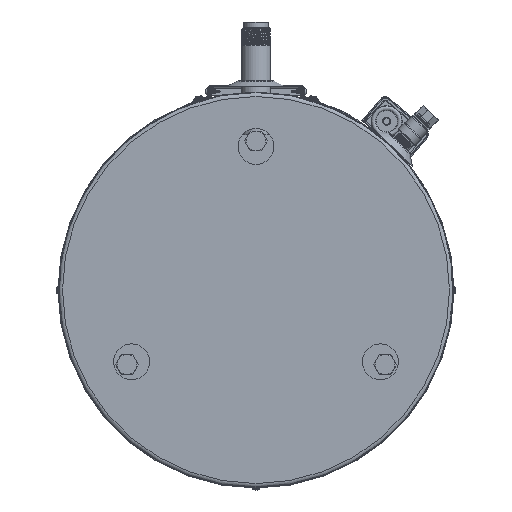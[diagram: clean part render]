
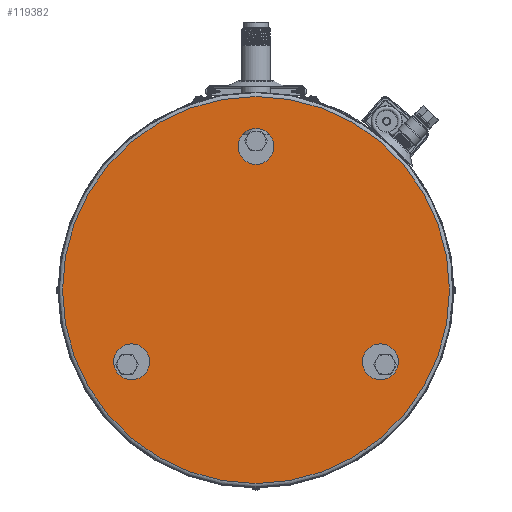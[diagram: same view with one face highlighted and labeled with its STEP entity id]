
A CAD part, front view. The second image highlights one B-rep face of the part: STEP entity #119382.
In plain terms, the highlighted planar face has unit normal (0, -1, 0).
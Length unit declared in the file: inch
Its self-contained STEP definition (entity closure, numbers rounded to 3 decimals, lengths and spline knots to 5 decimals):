
#8062 = CARTESIAN_POINT ( 'NONE',  ( -6.9282, 0., -3. ) ) ;
#9517 = ORIENTED_EDGE ( 'NONE', *, *, #107778, .T. ) ;
#14185 = FACE_BOUND ( 'NONE', #90325, .T. ) ;
#17159 = CARTESIAN_POINT ( 'NONE',  ( 6.9282, 0., -4. ) ) ;
#18643 = DIRECTION ( 'NONE',  ( 0., 1., 0. ) ) ;
#22921 = AXIS2_PLACEMENT_3D ( 'NONE', #76668, #127392, #48795 ) ;
#24361 = CARTESIAN_POINT ( 'NONE',  ( 0., 0., 9. ) ) ;
#27923 = EDGE_CURVE ( 'NONE', #124422, #124422, #82430, .T. ) ;
#29589 = ORIENTED_EDGE ( 'NONE', *, *, #41874, .T. ) ;
#30500 = CARTESIAN_POINT ( 'NONE',  ( 6.9282, 0., -3. ) ) ;
#33486 = CIRCLE ( 'NONE', #22921, 1. ) ;
#35234 = AXIS2_PLACEMENT_3D ( 'NONE', #17159, #87126, #57998 ) ;
#35251 = PLANE ( 'NONE',  #98568 ) ;
#41874 = EDGE_CURVE ( 'NONE', #69913, #69913, #48937, .T. ) ;
#48795 = DIRECTION ( 'NONE',  ( 0., 0., 1. ) ) ;
#48937 = CIRCLE ( 'NONE', #57397, 10.78 ) ;
#49390 = CARTESIAN_POINT ( 'NONE',  ( 0., 0., -10.78 ) ) ;
#57397 = AXIS2_PLACEMENT_3D ( 'NONE', #68208, #99869, #127617 ) ;
#57998 = DIRECTION ( 'NONE',  ( 0., 0., 1. ) ) ;
#61931 = EDGE_LOOP ( 'NONE', ( #64307 ) ) ;
#64307 = ORIENTED_EDGE ( 'NONE', *, *, #119693, .T. ) ;
#67419 = DIRECTION ( 'NONE',  ( 0., 0., 1. ) ) ;
#68208 = CARTESIAN_POINT ( 'NONE',  ( 0., 0., 0. ) ) ;
#68793 = ORIENTED_EDGE ( 'NONE', *, *, #27923, .T. ) ;
#69913 = VERTEX_POINT ( 'NONE', #49390 ) ;
#72762 = VERTEX_POINT ( 'NONE', #30500 ) ;
#75559 = CARTESIAN_POINT ( 'NONE',  ( 0., 0., 0. ) ) ;
#76668 = CARTESIAN_POINT ( 'NONE',  ( 0., 0., 8. ) ) ;
#82430 = CIRCLE ( 'NONE', #118207, 1. ) ;
#84783 = FACE_OUTER_BOUND ( 'NONE', #88560, .T. ) ;
#87126 = DIRECTION ( 'NONE',  ( 0., 1., 0. ) ) ;
#88560 = EDGE_LOOP ( 'NONE', ( #29589 ) ) ;
#90325 = EDGE_LOOP ( 'NONE', ( #68793 ) ) ;
#92166 = CIRCLE ( 'NONE', #35234, 1. ) ;
#94708 = FACE_BOUND ( 'NONE', #114021, .T. ) ;
#96631 = FACE_BOUND ( 'NONE', #61931, .T. ) ;
#98568 = AXIS2_PLACEMENT_3D ( 'NONE', #75559, #126282, #115766 ) ;
#99869 = DIRECTION ( 'NONE',  ( 0., -1., 0. ) ) ;
#107778 = EDGE_CURVE ( 'NONE', #72762, #72762, #92166, .T. ) ;
#114021 = EDGE_LOOP ( 'NONE', ( #9517 ) ) ;
#114775 = VERTEX_POINT ( 'NONE', #24361 ) ;
#115766 = DIRECTION ( 'NONE',  ( 0., 0., 1. ) ) ;
#116940 = CARTESIAN_POINT ( 'NONE',  ( -6.9282, 0., -4. ) ) ;
#118207 = AXIS2_PLACEMENT_3D ( 'NONE', #116940, #18643, #67419 ) ;
#119382 = ADVANCED_FACE ( 'NONE', ( #94708, #14185, #96631, #84783 ), #35251, .F. ) ;
#119693 = EDGE_CURVE ( 'NONE', #114775, #114775, #33486, .T. ) ;
#124422 = VERTEX_POINT ( 'NONE', #8062 ) ;
#126282 = DIRECTION ( 'NONE',  ( 0., 1., 0. ) ) ;
#127392 = DIRECTION ( 'NONE',  ( 0., 1., 0. ) ) ;
#127617 = DIRECTION ( 'NONE',  ( 0., 0., -1. ) ) ;
